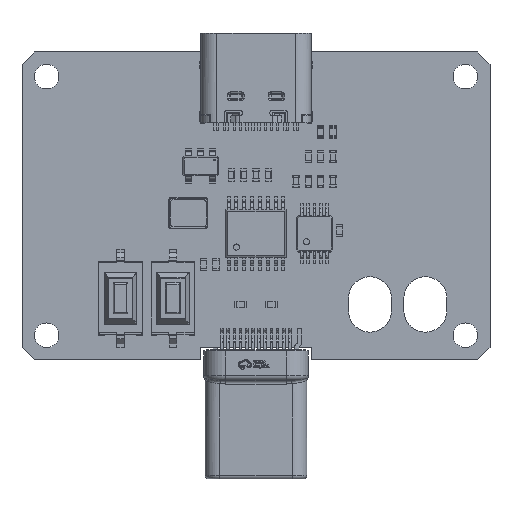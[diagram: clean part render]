
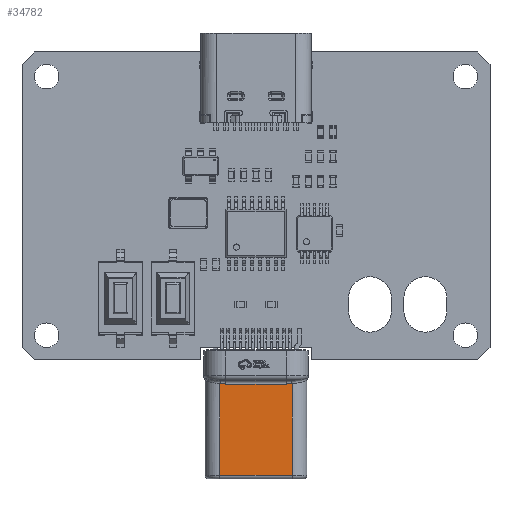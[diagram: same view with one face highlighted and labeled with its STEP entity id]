
A CAD part, top view. The second image highlights one B-rep face of the part: STEP entity #34782.
In plain terms, the highlighted planar face has unit normal (0, 0, 1).
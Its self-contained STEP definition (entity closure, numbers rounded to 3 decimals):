
#34489 = EDGE_CURVE('',#34490,#34492,#34494,.T.);
#34490 = VERTEX_POINT('',#34491);
#34491 = CARTESIAN_POINT('',(-2.45,7.707,
    1.2));
#34492 = VERTEX_POINT('',#34493);
#34493 = CARTESIAN_POINT('',(2.45,7.707,
    1.2));
#34494 = LINE('',#34495,#34496);
#34495 = CARTESIAN_POINT('',(-2.45,7.707,
    1.2));
#34496 = VECTOR('',#34497,1.);
#34497 = DIRECTION('',(1.,0.,0.));
#34522 = EDGE_CURVE('',#34492,#34523,#34525,.T.);
#34523 = VERTEX_POINT('',#34524);
#34524 = CARTESIAN_POINT('',(2.925,7.722,1.2)
  );
#34525 = B_SPLINE_CURVE_WITH_KNOTS('',3,(#34526,#34527,#34528,#34529,
    #34530,#34531,#34532,#34533),.UNSPECIFIED.,.F.,.F.,(4,1,1,1,1,4),(0.
    ,0.2,0.4,0.6,0.8,1.),.QUASI_UNIFORM_KNOTS.);
#34526 = CARTESIAN_POINT('',(2.45,7.707,
    1.2));
#34527 = CARTESIAN_POINT('',(2.48,7.707,
    1.2));
#34528 = CARTESIAN_POINT('',(2.542,7.707,1.2
    ));
#34529 = CARTESIAN_POINT('',(2.638,7.709,
    1.2));
#34530 = CARTESIAN_POINT('',(2.736,7.711,
    1.2));
#34531 = CARTESIAN_POINT('',(2.833,7.715,1.2
    ));
#34532 = CARTESIAN_POINT('',(2.895,7.719,
    1.2));
#34533 = CARTESIAN_POINT('',(2.925,7.722,1.2)
  );
#34697 = EDGE_CURVE('',#34523,#34698,#34700,.T.);
#34698 = VERTEX_POINT('',#34699);
#34699 = CARTESIAN_POINT('',(2.925,0.3,1.2));
#34700 = LINE('',#34701,#34702);
#34701 = CARTESIAN_POINT('',(2.925,7.722,1.2)
  );
#34702 = VECTOR('',#34703,1.);
#34703 = DIRECTION('',(0.,-1.,0.));
#34755 = EDGE_CURVE('',#34698,#34756,#34758,.T.);
#34756 = VERTEX_POINT('',#34757);
#34757 = CARTESIAN_POINT('',(-2.925,0.3,1.2));
#34758 = LINE('',#34759,#34760);
#34759 = CARTESIAN_POINT('',(2.925,0.3,1.2));
#34760 = VECTOR('',#34761,1.);
#34761 = DIRECTION('',(-1.,-0.,0.));
#34782 = ADVANCED_FACE('',(#34783),#34808,.T.);
#34783 = FACE_BOUND('',#34784,.T.);
#34784 = EDGE_LOOP('',(#34785,#34786,#34787,#34788,#34801,#34807));
#34785 = ORIENTED_EDGE('',*,*,#34697,.F.);
#34786 = ORIENTED_EDGE('',*,*,#34522,.F.);
#34787 = ORIENTED_EDGE('',*,*,#34489,.F.);
#34788 = ORIENTED_EDGE('',*,*,#34789,.F.);
#34789 = EDGE_CURVE('',#34790,#34490,#34792,.T.);
#34790 = VERTEX_POINT('',#34791);
#34791 = CARTESIAN_POINT('',(-2.925,7.722,
    1.2));
#34792 = B_SPLINE_CURVE_WITH_KNOTS('',3,(#34793,#34794,#34795,#34796,
    #34797,#34798,#34799,#34800),.UNSPECIFIED.,.F.,.F.,(4,1,1,1,1,4),(0.
    ,0.2,0.4,0.6,0.8,1.),.QUASI_UNIFORM_KNOTS.);
#34793 = CARTESIAN_POINT('',(-2.925,7.722,
    1.2));
#34794 = CARTESIAN_POINT('',(-2.895,7.719,
    1.2));
#34795 = CARTESIAN_POINT('',(-2.833,7.716,
    1.2));
#34796 = CARTESIAN_POINT('',(-2.736,7.711,
    1.2));
#34797 = CARTESIAN_POINT('',(-2.638,7.709,
    1.2));
#34798 = CARTESIAN_POINT('',(-2.542,7.707,
    1.2));
#34799 = CARTESIAN_POINT('',(-2.48,7.707,
    1.2));
#34800 = CARTESIAN_POINT('',(-2.45,7.707,
    1.2));
#34801 = ORIENTED_EDGE('',*,*,#34802,.F.);
#34802 = EDGE_CURVE('',#34756,#34790,#34803,.T.);
#34803 = LINE('',#34804,#34805);
#34804 = CARTESIAN_POINT('',(-2.925,0.3,1.2));
#34805 = VECTOR('',#34806,1.);
#34806 = DIRECTION('',(0.,1.,0.));
#34807 = ORIENTED_EDGE('',*,*,#34755,.F.);
#34808 = PLANE('',#34809);
#34809 = AXIS2_PLACEMENT_3D('',#34810,#34811,#34812);
#34810 = CARTESIAN_POINT('',(4.125,0.,1.2));
#34811 = DIRECTION('',(0.,0.,1.));
#34812 = DIRECTION('',(1.,0.,0.));
